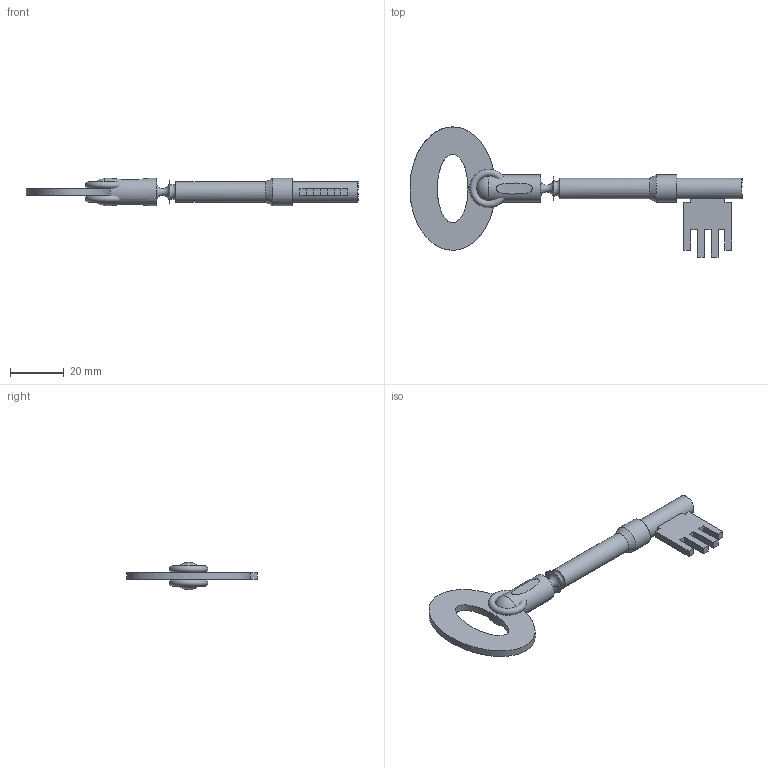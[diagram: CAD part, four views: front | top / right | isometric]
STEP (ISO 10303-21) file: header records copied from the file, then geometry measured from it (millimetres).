
FILE_DESCRIPTION(('CAx 4th Joint Test Round - Test Model K1','Geometrically trimmed Version '),'1');
FILE_NAME('k1-tu-214_geo.stp','2000-05-30 T09:30:39',('SD Yates '),('Theorem Solutions Ltd'),'THEOREM SOLUTIONS UG -> AP214 DIS PREPROCESSOR 4.1.161 ','Unigraphics V16.0','AP Ranger ');
FILE_SCHEMA(('AUTOMOTIVE_DESIGN { 1 2 10303 214 0 1 1 1 }'));
Length unit declared in the file: inch
Products named in the file (1): k1
Bounding box: 123.15 x 48.26 x 10.16 mm (x, y, z)
Surface area: 6279.4 mm2 (no closed solid volume)
Topology: 0 solids, 0 shells, 44 faces, 221 edges, 206 vertices
Faces by surface type: plane 24, cylinder 8, bspline 4, torus 4, sphere 3, cone 1
Full cylindrical faces by diameter (mm): 7.62 x2, 10.16 x2
Entity records: 1889 total; most frequent: CARTESIAN_POINT 990, COMPOSITE_CURVE_SEGMENT 196, TRIMMED_CURVE 172, B_SPLINE_CURVE_WITH_KNOTS 148, DIRECTION 84, BOUNDARY_CURVE 58, CURVE_BOUNDED_SURFACE 44, GEOMETRIC_SET 44
